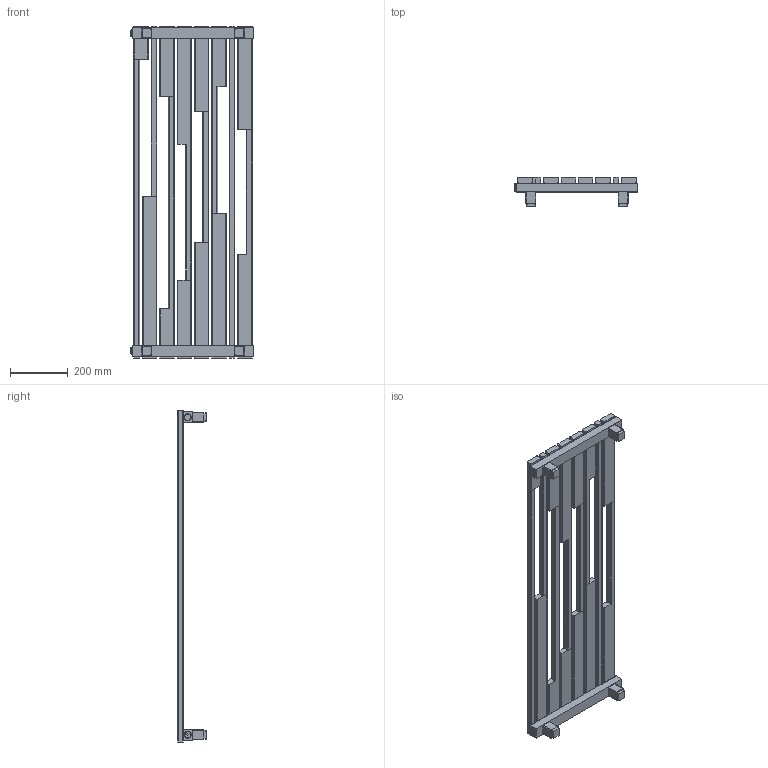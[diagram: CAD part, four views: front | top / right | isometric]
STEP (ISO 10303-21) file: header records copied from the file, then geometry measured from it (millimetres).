
FILE_DESCRIPTION((''),'2;1');
FILE_NAME('1150_420_OR_4','2021-10-27T10:39:00',('PC132'),(''),'CREO PARAMETRIC BY PTC INC, 2019080','CREO PARAMETRIC BY PTC INC, 2019080','');
FILE_SCHEMA(('AUTOMOTIVE_DESIGN { 1 0 10303 214 1 1 1 1 }'));
Length unit declared in the file: millimetre
Products named in the file (1): 1150_420_OR_4
Bounding box: 426.6 x 100.2 x 1150 mm (x, y, z)
Volume: 7218330.7 mm3; surface area: 1071641.6 mm2
Topology: 2 solids, 2 shells, 335 faces, 931 edges, 604 vertices
Faces by surface type: plane 213, cylinder 114, cone 8
Entity records: 18298 total; most frequent: CARTESIAN_POINT 3577, DIRECTION 1868, ORIENTED_EDGE 1862, PRESENTATION_STYLE_ASSIGNMENT 1166, STYLED_ITEM 935, CURVE_STYLE 933, EDGE_CURVE 931, AXIS2_PLACEMENT_3D 624
